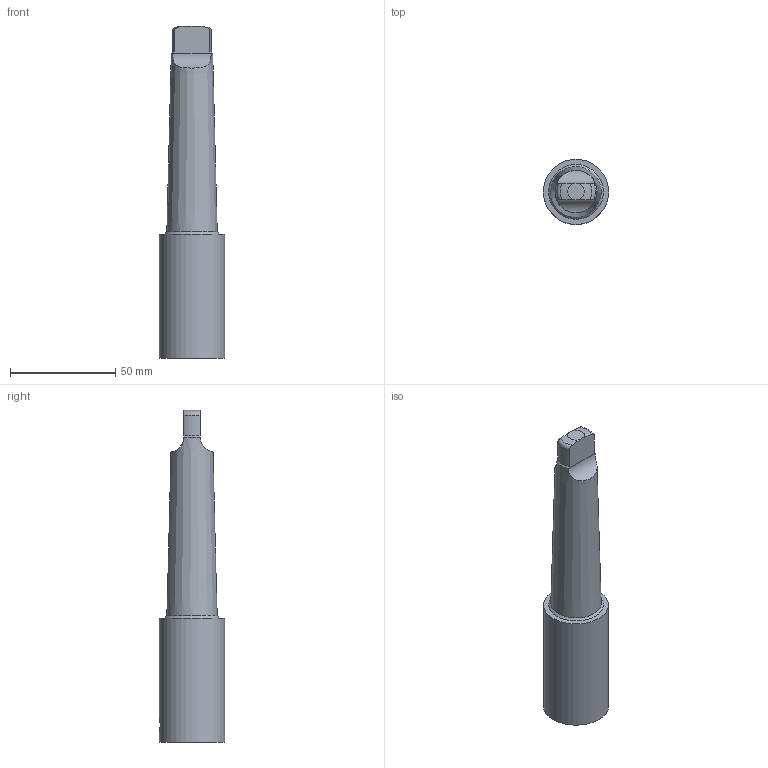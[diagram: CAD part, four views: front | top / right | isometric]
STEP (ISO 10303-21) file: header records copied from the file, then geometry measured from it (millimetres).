
FILE_DESCRIPTION((''),'1');
FILE_NAME('MT3-CKB3-64.stp','2024-09-03T05:28:39',(''),(''),'Spatial Interop R21 SP3','Kubotek KeyCreator 2011 V10.0.2 (22737)',' ');
FILE_SCHEMA(('automotive_design'));
Length unit declared in the file: millimetre
Products named in the file (1): 240[2]
Bounding box: 31 x 31 x 158 mm (x, y, z)
Volume: 72532.7 mm3; surface area: 14719 mm2
Topology: 1 solids, 1 shells, 24 faces, 56 edges, 36 vertices
Faces by surface type: cone 8, cylinder 7, plane 7, torus 2
Full cylindrical faces by diameter (mm): 6.2 x1, 18 x1, 31 x1
Entity records: 1368 total; most frequent: CARTESIAN_POINT 418, DIRECTION 90, PRESENTATION_STYLE_ASSIGNMENT 89, COLOUR_RGB 89, ORIENTED_EDGE 86, STYLED_ITEM 66, CURVE_STYLE 66, DRAUGHTING_PRE_DEFINED_CURVE_FONT 66
